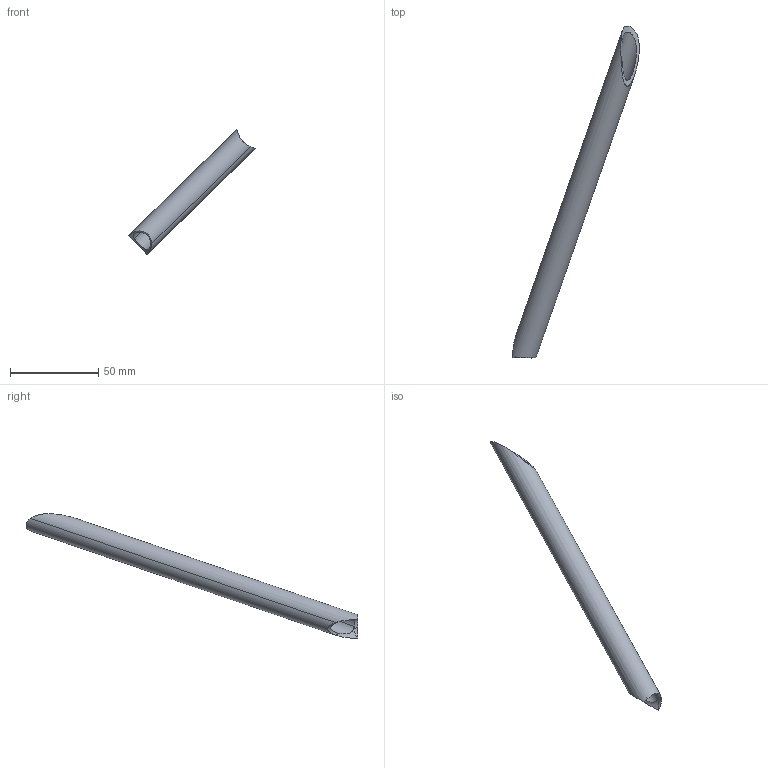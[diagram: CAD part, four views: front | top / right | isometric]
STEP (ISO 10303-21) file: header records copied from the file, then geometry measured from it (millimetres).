
FILE_DESCRIPTION(('CATIA V5 STEP Exchange'),'2;1');
FILE_NAME('88.stp','2023-02-21T07:53:21+00:00',('none'),('none'),'CATIA Version 5 Release 19 SP 2 (IN-10)','CATIA V5 STEP AP203','none');
FILE_SCHEMA(('CONFIG_CONTROL_DESIGN'));
Length unit declared in the file: millimetre
Products named in the file (1): Shape_333
Bounding box: 71.91 x 188.43 x 70.79 mm (x, y, z)
Volume: 11814 mm3; surface area: 16055.2 mm2
Topology: 1 solids, 1 shells, 10 faces, 26 edges, 18 vertices
Faces by surface type: cylinder 10
Entity records: 580 total; most frequent: CARTESIAN_POINT 317, ORIENTED_EDGE 52, DIRECTION 29, EDGE_CURVE 26, VERTEX_POINT 17, B_SPLINE_CURVE_WITH_KNOTS 15, AXIS2_PLACEMENT_3D 14, EDGE_LOOP 11
